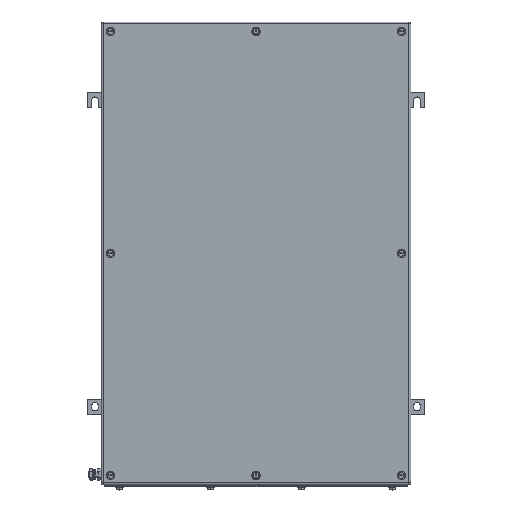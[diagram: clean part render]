
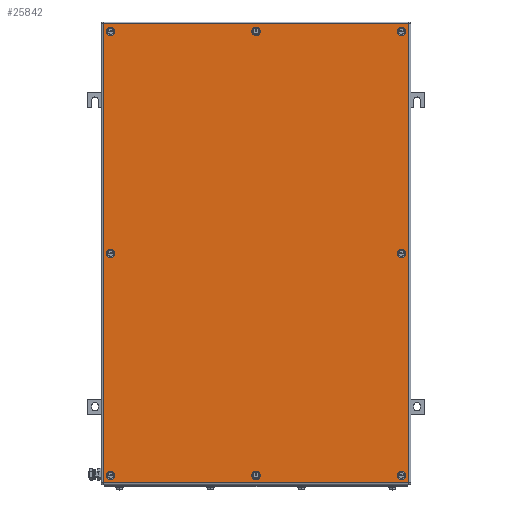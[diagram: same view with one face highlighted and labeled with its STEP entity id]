
A CAD part, top view. The second image highlights one B-rep face of the part: STEP entity #25842.
In plain terms, the highlighted planar face has unit normal (0, 0, 1).
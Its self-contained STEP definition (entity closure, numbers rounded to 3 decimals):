
#25644=AXIS2_PLACEMENT_3D('Circle Axis2P3D',#25642,#25643,$) ;
#25671=AXIS2_PLACEMENT_3D('Plane Axis2P3D',#25668,#25669,#25670) ;
#25709=AXIS2_PLACEMENT_3D('Circle Axis2P3D',#25707,#25708,$) ;
#25718=AXIS2_PLACEMENT_3D('Circle Axis2P3D',#25716,#25717,$) ;
#25727=AXIS2_PLACEMENT_3D('Circle Axis2P3D',#25725,#25726,$) ;
#25736=AXIS2_PLACEMENT_3D('Circle Axis2P3D',#25734,#25735,$) ;
#25745=AXIS2_PLACEMENT_3D('Circle Axis2P3D',#25743,#25744,$) ;
#25754=AXIS2_PLACEMENT_3D('Circle Axis2P3D',#25752,#25753,$) ;
#25763=AXIS2_PLACEMENT_3D('Circle Axis2P3D',#25761,#25762,$) ;
#25772=AXIS2_PLACEMENT_3D('Circle Axis2P3D',#25770,#25771,$) ;
#25781=AXIS2_PLACEMENT_3D('Circle Axis2P3D',#25779,#25780,$) ;
#25790=AXIS2_PLACEMENT_3D('Circle Axis2P3D',#25788,#25789,$) ;
#25799=AXIS2_PLACEMENT_3D('Circle Axis2P3D',#25797,#25798,$) ;
#25808=AXIS2_PLACEMENT_3D('Circle Axis2P3D',#25806,#25807,$) ;
#25817=AXIS2_PLACEMENT_3D('Circle Axis2P3D',#25815,#25816,$) ;
#25826=AXIS2_PLACEMENT_3D('Circle Axis2P3D',#25824,#25825,$) ;
#25835=AXIS2_PLACEMENT_3D('Circle Axis2P3D',#25833,#25834,$) ;
#25639=CARTESIAN_POINT('Vertex',(276.,23.5,153.5)) ;
#25642=CARTESIAN_POINT('Axis2P3D Location',(279.5,23.5,153.5)) ;
#25646=CARTESIAN_POINT('Vertex',(283.,23.5,153.5)) ;
#25668=CARTESIAN_POINT('Axis2P3D Location',(279.5,392.,153.5)) ;
#25673=CARTESIAN_POINT('Line Origine',(279.5,772.5,153.5)) ;
#25677=CARTESIAN_POINT('Vertex',(533.,772.5,153.5)) ;
#25679=CARTESIAN_POINT('Vertex',(26.,772.5,153.5)) ;
#25682=CARTESIAN_POINT('Line Origine',(26.,392.,153.5)) ;
#25686=CARTESIAN_POINT('Vertex',(26.,11.5,153.5)) ;
#25689=CARTESIAN_POINT('Line Origine',(279.5,11.5,153.5)) ;
#25693=CARTESIAN_POINT('Vertex',(533.,11.5,153.5)) ;
#25696=CARTESIAN_POINT('Line Origine',(533.,392.,153.5)) ;
#25707=CARTESIAN_POINT('Axis2P3D Location',(279.5,23.5,153.5)) ;
#25716=CARTESIAN_POINT('Axis2P3D Location',(279.5,760.5,153.5)) ;
#25720=CARTESIAN_POINT('Vertex',(283.,760.5,153.5)) ;
#25722=CARTESIAN_POINT('Vertex',(276.,760.5,153.5)) ;
#25725=CARTESIAN_POINT('Axis2P3D Location',(279.5,760.5,153.5)) ;
#25734=CARTESIAN_POINT('Axis2P3D Location',(38.,392.,153.5)) ;
#25738=CARTESIAN_POINT('Vertex',(34.5,392.,153.5)) ;
#25740=CARTESIAN_POINT('Vertex',(41.5,392.,153.5)) ;
#25743=CARTESIAN_POINT('Axis2P3D Location',(38.,392.,153.5)) ;
#25752=CARTESIAN_POINT('Axis2P3D Location',(521.,392.,153.5)) ;
#25756=CARTESIAN_POINT('Vertex',(524.5,392.,153.5)) ;
#25758=CARTESIAN_POINT('Vertex',(517.5,392.,153.5)) ;
#25761=CARTESIAN_POINT('Axis2P3D Location',(521.,392.,153.5)) ;
#25770=CARTESIAN_POINT('Axis2P3D Location',(38.,760.5,153.5)) ;
#25774=CARTESIAN_POINT('Vertex',(34.5,760.5,153.5)) ;
#25776=CARTESIAN_POINT('Vertex',(41.5,760.5,153.5)) ;
#25779=CARTESIAN_POINT('Axis2P3D Location',(38.,760.5,153.5)) ;
#25788=CARTESIAN_POINT('Axis2P3D Location',(38.,23.5,153.5)) ;
#25792=CARTESIAN_POINT('Vertex',(34.5,23.5,153.5)) ;
#25794=CARTESIAN_POINT('Vertex',(41.5,23.5,153.5)) ;
#25797=CARTESIAN_POINT('Axis2P3D Location',(38.,23.5,153.5)) ;
#25806=CARTESIAN_POINT('Axis2P3D Location',(521.,23.5,153.5)) ;
#25810=CARTESIAN_POINT('Vertex',(524.5,23.5,153.5)) ;
#25812=CARTESIAN_POINT('Vertex',(517.5,23.5,153.5)) ;
#25815=CARTESIAN_POINT('Axis2P3D Location',(521.,23.5,153.5)) ;
#25824=CARTESIAN_POINT('Axis2P3D Location',(521.,760.5,153.5)) ;
#25828=CARTESIAN_POINT('Vertex',(524.5,760.5,153.5)) ;
#25830=CARTESIAN_POINT('Vertex',(517.5,760.5,153.5)) ;
#25833=CARTESIAN_POINT('Axis2P3D Location',(521.,760.5,153.5)) ;
#25643=DIRECTION('Axis2P3D Direction',(0.,0.,1.)) ;
#25669=DIRECTION('Axis2P3D Direction',(0.,0.,1.)) ;
#25670=DIRECTION('Axis2P3D XDirection',(1.,0.,0.)) ;
#25674=DIRECTION('Vector Direction',(1.,0.,0.)) ;
#25683=DIRECTION('Vector Direction',(0.,-1.,0.)) ;
#25690=DIRECTION('Vector Direction',(1.,0.,0.)) ;
#25697=DIRECTION('Vector Direction',(0.,1.,0.)) ;
#25708=DIRECTION('Axis2P3D Direction',(0.,0.,1.)) ;
#25717=DIRECTION('Axis2P3D Direction',(0.,0.,1.)) ;
#25726=DIRECTION('Axis2P3D Direction',(0.,0.,1.)) ;
#25735=DIRECTION('Axis2P3D Direction',(0.,0.,1.)) ;
#25744=DIRECTION('Axis2P3D Direction',(0.,0.,1.)) ;
#25753=DIRECTION('Axis2P3D Direction',(0.,0.,1.)) ;
#25762=DIRECTION('Axis2P3D Direction',(0.,0.,1.)) ;
#25771=DIRECTION('Axis2P3D Direction',(0.,0.,1.)) ;
#25780=DIRECTION('Axis2P3D Direction',(0.,0.,1.)) ;
#25789=DIRECTION('Axis2P3D Direction',(0.,0.,1.)) ;
#25798=DIRECTION('Axis2P3D Direction',(0.,0.,1.)) ;
#25807=DIRECTION('Axis2P3D Direction',(0.,0.,1.)) ;
#25816=DIRECTION('Axis2P3D Direction',(0.,0.,1.)) ;
#25825=DIRECTION('Axis2P3D Direction',(0.,0.,1.)) ;
#25834=DIRECTION('Axis2P3D Direction',(0.,0.,1.)) ;
#25675=VECTOR('Line Direction',#25674,1.) ;
#25684=VECTOR('Line Direction',#25683,1.) ;
#25691=VECTOR('Line Direction',#25690,1.) ;
#25698=VECTOR('Line Direction',#25697,1.) ;
#25702=ORIENTED_EDGE('',*,*,#25681,.T.) ;
#25703=ORIENTED_EDGE('',*,*,#25688,.T.) ;
#25704=ORIENTED_EDGE('',*,*,#25695,.T.) ;
#25705=ORIENTED_EDGE('',*,*,#25700,.T.) ;
#25713=ORIENTED_EDGE('',*,*,#25711,.F.) ;
#25714=ORIENTED_EDGE('',*,*,#25648,.F.) ;
#25731=ORIENTED_EDGE('',*,*,#25724,.F.) ;
#25732=ORIENTED_EDGE('',*,*,#25729,.F.) ;
#25749=ORIENTED_EDGE('',*,*,#25742,.F.) ;
#25750=ORIENTED_EDGE('',*,*,#25747,.F.) ;
#25767=ORIENTED_EDGE('',*,*,#25760,.F.) ;
#25768=ORIENTED_EDGE('',*,*,#25765,.F.) ;
#25785=ORIENTED_EDGE('',*,*,#25778,.F.) ;
#25786=ORIENTED_EDGE('',*,*,#25783,.F.) ;
#25803=ORIENTED_EDGE('',*,*,#25796,.F.) ;
#25804=ORIENTED_EDGE('',*,*,#25801,.F.) ;
#25821=ORIENTED_EDGE('',*,*,#25814,.F.) ;
#25822=ORIENTED_EDGE('',*,*,#25819,.F.) ;
#25839=ORIENTED_EDGE('',*,*,#25832,.F.) ;
#25840=ORIENTED_EDGE('',*,*,#25837,.F.) ;
#25715=FACE_BOUND('',#25712,.T.) ;
#25733=FACE_BOUND('',#25730,.T.) ;
#25751=FACE_BOUND('',#25748,.T.) ;
#25769=FACE_BOUND('',#25766,.T.) ;
#25787=FACE_BOUND('',#25784,.T.) ;
#25805=FACE_BOUND('',#25802,.T.) ;
#25823=FACE_BOUND('',#25820,.T.) ;
#25841=FACE_BOUND('',#25838,.T.) ;
#25842=ADVANCED_FACE('ZUB_KTB_FS_765015_1GP_AllCATPart.2\\ZUB_DE_KTB_FS.1\\DE_KTB_MH_PART_MASTER.1\\Koerper.2',(#25706,#25715,#25733,#25751,#25769,#25787,#25805,#25823,#25841),#25672,.T.) ;
#25645=CIRCLE('generated circle',#25644,3.5) ;
#25710=CIRCLE('generated circle',#25709,3.5) ;
#25719=CIRCLE('generated circle',#25718,3.5) ;
#25728=CIRCLE('generated circle',#25727,3.5) ;
#25737=CIRCLE('generated circle',#25736,3.5) ;
#25746=CIRCLE('generated circle',#25745,3.5) ;
#25755=CIRCLE('generated circle',#25754,3.5) ;
#25764=CIRCLE('generated circle',#25763,3.5) ;
#25773=CIRCLE('generated circle',#25772,3.5) ;
#25782=CIRCLE('generated circle',#25781,3.5) ;
#25791=CIRCLE('generated circle',#25790,3.5) ;
#25800=CIRCLE('generated circle',#25799,3.5) ;
#25809=CIRCLE('generated circle',#25808,3.5) ;
#25818=CIRCLE('generated circle',#25817,3.5) ;
#25827=CIRCLE('generated circle',#25826,3.5) ;
#25836=CIRCLE('generated circle',#25835,3.5) ;
#25648=EDGE_CURVE('',#25640,#25647,#25645,.T.) ;
#25681=EDGE_CURVE('',#25678,#25680,#25676,.F.) ;
#25688=EDGE_CURVE('',#25680,#25687,#25685,.T.) ;
#25695=EDGE_CURVE('',#25687,#25694,#25692,.T.) ;
#25700=EDGE_CURVE('',#25694,#25678,#25699,.T.) ;
#25711=EDGE_CURVE('',#25647,#25640,#25710,.T.) ;
#25724=EDGE_CURVE('',#25721,#25723,#25719,.T.) ;
#25729=EDGE_CURVE('',#25723,#25721,#25728,.T.) ;
#25742=EDGE_CURVE('',#25739,#25741,#25737,.T.) ;
#25747=EDGE_CURVE('',#25741,#25739,#25746,.T.) ;
#25760=EDGE_CURVE('',#25757,#25759,#25755,.T.) ;
#25765=EDGE_CURVE('',#25759,#25757,#25764,.T.) ;
#25778=EDGE_CURVE('',#25775,#25777,#25773,.T.) ;
#25783=EDGE_CURVE('',#25777,#25775,#25782,.T.) ;
#25796=EDGE_CURVE('',#25793,#25795,#25791,.T.) ;
#25801=EDGE_CURVE('',#25795,#25793,#25800,.T.) ;
#25814=EDGE_CURVE('',#25811,#25813,#25809,.T.) ;
#25819=EDGE_CURVE('',#25813,#25811,#25818,.T.) ;
#25832=EDGE_CURVE('',#25829,#25831,#25827,.T.) ;
#25837=EDGE_CURVE('',#25831,#25829,#25836,.T.) ;
#25701=EDGE_LOOP('',(#25702,#25703,#25704,#25705)) ;
#25712=EDGE_LOOP('',(#25713,#25714)) ;
#25730=EDGE_LOOP('',(#25731,#25732)) ;
#25748=EDGE_LOOP('',(#25749,#25750)) ;
#25766=EDGE_LOOP('',(#25767,#25768)) ;
#25784=EDGE_LOOP('',(#25785,#25786)) ;
#25802=EDGE_LOOP('',(#25803,#25804)) ;
#25820=EDGE_LOOP('',(#25821,#25822)) ;
#25838=EDGE_LOOP('',(#25839,#25840)) ;
#25706=FACE_OUTER_BOUND('',#25701,.T.) ;
#25676=LINE('Line',#25673,#25675) ;
#25685=LINE('Line',#25682,#25684) ;
#25692=LINE('Line',#25689,#25691) ;
#25699=LINE('Line',#25696,#25698) ;
#25672=PLANE('',#25671) ;
#25640=VERTEX_POINT('',#25639) ;
#25647=VERTEX_POINT('',#25646) ;
#25678=VERTEX_POINT('',#25677) ;
#25680=VERTEX_POINT('',#25679) ;
#25687=VERTEX_POINT('',#25686) ;
#25694=VERTEX_POINT('',#25693) ;
#25721=VERTEX_POINT('',#25720) ;
#25723=VERTEX_POINT('',#25722) ;
#25739=VERTEX_POINT('',#25738) ;
#25741=VERTEX_POINT('',#25740) ;
#25757=VERTEX_POINT('',#25756) ;
#25759=VERTEX_POINT('',#25758) ;
#25775=VERTEX_POINT('',#25774) ;
#25777=VERTEX_POINT('',#25776) ;
#25793=VERTEX_POINT('',#25792) ;
#25795=VERTEX_POINT('',#25794) ;
#25811=VERTEX_POINT('',#25810) ;
#25813=VERTEX_POINT('',#25812) ;
#25829=VERTEX_POINT('',#25828) ;
#25831=VERTEX_POINT('',#25830) ;
